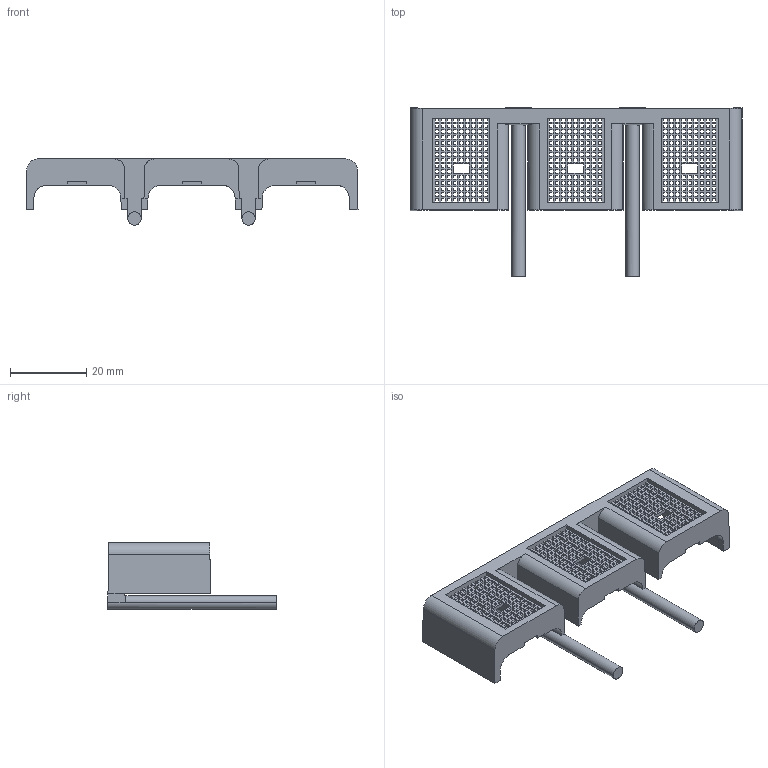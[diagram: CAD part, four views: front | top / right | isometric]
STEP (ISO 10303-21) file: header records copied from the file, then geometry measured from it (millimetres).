
FILE_DESCRIPTION (( 'STEP AP214' ), '1' );
FILE_NAME ('STP-AGY-007-V01 (AGY1 Finger).STEP', '2019-12-04T23:04:09', ( '' ), ( '' ), 'SwSTEP 2.0', 'SolidWorks 2017', '' );
FILE_SCHEMA (( 'AUTOMOTIVE_DESIGN' ));
Length unit declared in the file: inch
Products named in the file (1): STP-AGY-007-V01 (AGY1 Finger)
Bounding box: 87.23 x 44.3 x 17.4 mm (x, y, z)
Volume: 8979.7 mm3; surface area: 10879.1 mm2
Topology: 1 solids, 1 shells, 1643 faces, 5132 edges, 3386 vertices
Faces by surface type: plane 1619, cylinder 24
Entity records: 57725 total; most frequent: CARTESIAN_POINT 10778, ORIENTED_EDGE 10264, DIRECTION 8366, EDGE_CURVE 5132, LINE 5070, VECTOR 5070, VERTEX_POINT 3386, EDGE_LOOP 2318
